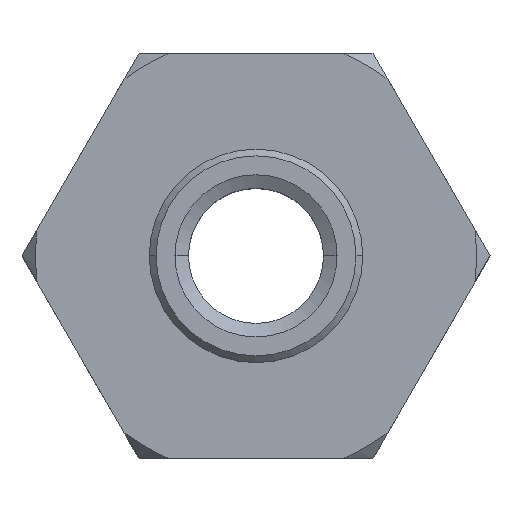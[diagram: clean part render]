
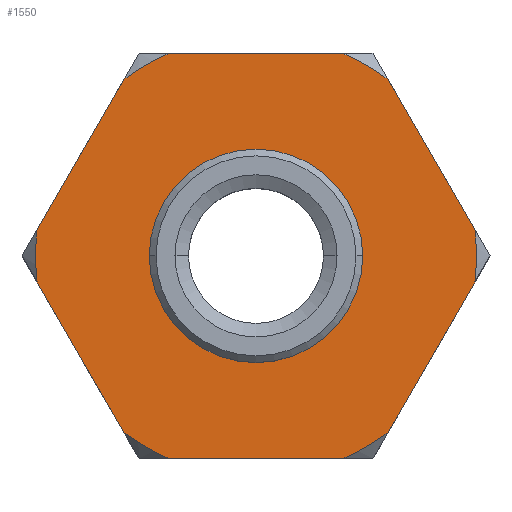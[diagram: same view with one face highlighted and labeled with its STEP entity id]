
A CAD part, top view. The second image highlights one B-rep face of the part: STEP entity #1550.
In plain terms, the highlighted planar face has unit normal (0, 0, 1).
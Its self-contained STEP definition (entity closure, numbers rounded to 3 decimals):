
#60=CARTESIAN_POINT('',(0.,0.,4.8));
#70=DIRECTION('',(0.,0.,-1.));
#80=DIRECTION('',(1.,0.,0.));
#90=AXIS2_PLACEMENT_3D('',#60,#70,#80);
#100=CIRCLE('',#90,8.16);
#110=CARTESIAN_POINT('',(-3.216,-7.5,4.8));
#120=VERTEX_POINT('',#110);
#130=CARTESIAN_POINT('',(-4.887,-6.535,4.8));
#140=VERTEX_POINT('',#130);
#150=EDGE_CURVE('',#120,#140,#100,.T.);
#660=CARTESIAN_POINT('',(0.,-3.75,4.8));
#670=DIRECTION('',(0.,0.,1.));
#680=DIRECTION('',(1.,0.,0.));
#690=AXIS2_PLACEMENT_3D('',#660,#670,#680);
#700=PLANE('',#690);
#710=CARTESIAN_POINT('',(-8.66,0.,4.8));
#720=DIRECTION('',(-0.5,0.866,0.));
#730=VECTOR('',#720,1.);
#740=LINE('',#710,#730);
#750=CARTESIAN_POINT('',(-8.103,-0.965,4.8));
#760=VERTEX_POINT('',#750);
#770=EDGE_CURVE('',#140,#760,#740,.T.);
#780=ORIENTED_EDGE('',*,*,#770,.F.);
#790=CARTESIAN_POINT('',(-8.103,0.965,4.8));
#800=VERTEX_POINT('',#790);
#810=EDGE_CURVE('',#760,#800,#100,.T.);
#820=ORIENTED_EDGE('',*,*,#810,.F.);
#830=CARTESIAN_POINT('',(-8.66,0.,4.8));
#840=DIRECTION('',(0.5,0.866,0.));
#850=VECTOR('',#840,1.);
#860=LINE('',#830,#850);
#870=CARTESIAN_POINT('',(-4.887,6.535,4.8));
#880=VERTEX_POINT('',#870);
#890=EDGE_CURVE('',#800,#880,#860,.T.);
#900=ORIENTED_EDGE('',*,*,#890,.F.);
#910=CARTESIAN_POINT('',(-3.216,7.5,4.8));
#920=VERTEX_POINT('',#910);
#930=EDGE_CURVE('',#880,#920,#100,.T.);
#940=ORIENTED_EDGE('',*,*,#930,.F.);
#950=CARTESIAN_POINT('',(0.,7.5,4.8));
#960=DIRECTION('',(1.,0.,0.));
#970=VECTOR('',#960,1.);
#980=LINE('',#950,#970);
#990=CARTESIAN_POINT('',(3.216,7.5,4.8));
#1000=VERTEX_POINT('',#990);
#1010=EDGE_CURVE('',#920,#1000,#980,.T.);
#1020=ORIENTED_EDGE('',*,*,#1010,.F.);
#1030=CARTESIAN_POINT('',(4.887,6.535,4.8));
#1040=VERTEX_POINT('',#1030);
#1050=EDGE_CURVE('',#1000,#1040,#100,.T.);
#1060=ORIENTED_EDGE('',*,*,#1050,.F.);
#1070=CARTESIAN_POINT('',(8.66,0.,4.8));
#1080=DIRECTION('',(0.5,-0.866,0.));
#1090=VECTOR('',#1080,1.);
#1100=LINE('',#1070,#1090);
#1110=CARTESIAN_POINT('',(8.103,0.965,4.8));
#1120=VERTEX_POINT('',#1110);
#1130=EDGE_CURVE('',#1040,#1120,#1100,.T.);
#1140=ORIENTED_EDGE('',*,*,#1130,.F.);
#1150=CARTESIAN_POINT('',(8.103,-0.965,4.8));
#1160=VERTEX_POINT('',#1150);
#1170=EDGE_CURVE('',#1120,#1160,#100,.T.);
#1180=ORIENTED_EDGE('',*,*,#1170,.F.);
#1190=CARTESIAN_POINT('',(8.66,0.,4.8));
#1200=DIRECTION('',(-0.5,-0.866,0.));
#1210=VECTOR('',#1200,1.);
#1220=LINE('',#1190,#1210);
#1230=CARTESIAN_POINT('',(4.887,-6.535,4.8));
#1240=VERTEX_POINT('',#1230);
#1250=EDGE_CURVE('',#1160,#1240,#1220,.T.);
#1260=ORIENTED_EDGE('',*,*,#1250,.F.);
#1270=CARTESIAN_POINT('',(3.216,-7.5,4.8));
#1280=VERTEX_POINT('',#1270);
#1290=EDGE_CURVE('',#1240,#1280,#100,.T.);
#1300=ORIENTED_EDGE('',*,*,#1290,.F.);
#1310=CARTESIAN_POINT('',(0.,-7.5,4.8));
#1320=DIRECTION('',(-1.,0.,0.));
#1330=VECTOR('',#1320,1.);
#1340=LINE('',#1310,#1330);
#1350=EDGE_CURVE('',#1280,#120,#1340,.T.);
#1360=ORIENTED_EDGE('',*,*,#1350,.F.);
#1370=ORIENTED_EDGE('',*,*,#150,.F.);
#1380=EDGE_LOOP('',(#1370,#1360,#1300,#1260,#1180,#1140,#1060,#1020,#940
,#900,#820,#780));
#1390=FACE_OUTER_BOUND('',#1380,.T.);
#1400=CARTESIAN_POINT('',(0.,0.,4.8)
);
#1410=DIRECTION('',(0.,0.,1.));
#1420=DIRECTION('',(1.,0.,0.));
#1430=AXIS2_PLACEMENT_3D('',#1400,#1410,#1420);
#1440=CIRCLE('',#1430,3.95);
#1450=CARTESIAN_POINT('',(3.95,0.,4.8));
#1460=VERTEX_POINT('',#1450);
#1470=CARTESIAN_POINT('',(-3.95,0.,4.8));
#1480=VERTEX_POINT('',#1470);
#1490=EDGE_CURVE('',#1460,#1480,#1440,.T.);
#1500=ORIENTED_EDGE('',*,*,#1490,.F.);
#1510=EDGE_CURVE('',#1480,#1460,#1440,.T.);
#1520=ORIENTED_EDGE('',*,*,#1510,.F.);
#1530=EDGE_LOOP('',(#1520,#1500));
#1540=FACE_BOUND('',#1530,.T.);
#1550=ADVANCED_FACE('',(#1390,#1540),#700,.T.);
